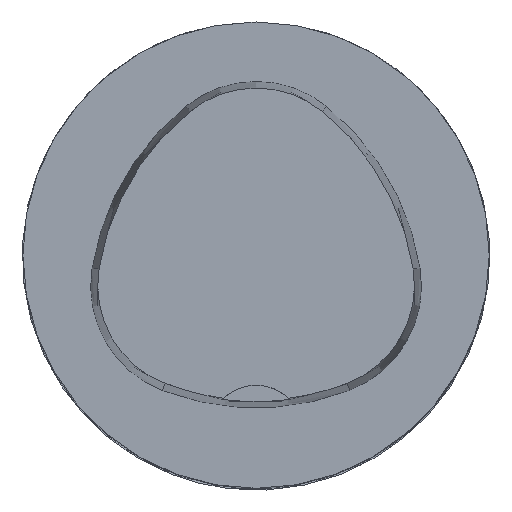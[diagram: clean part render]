
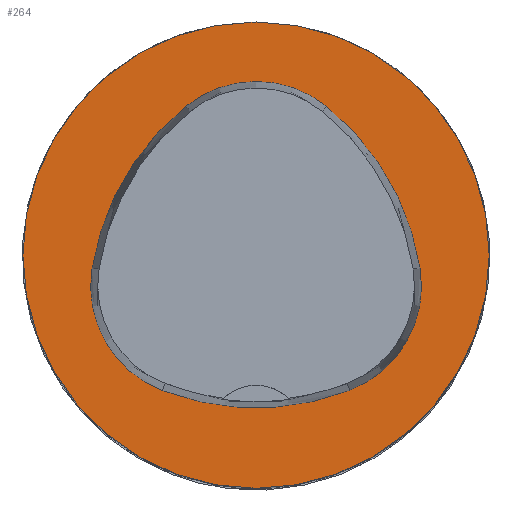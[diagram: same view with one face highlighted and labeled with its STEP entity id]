
A CAD part, top view. The second image highlights one B-rep face of the part: STEP entity #264.
In plain terms, the highlighted planar face has unit normal (0, 0, 1).
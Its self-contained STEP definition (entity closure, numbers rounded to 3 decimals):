
#222=PLANE('',#1176);
#264=ADVANCED_FACE('',(#432,#433),#222,.T.);
#432=FACE_BOUND('',#517,.T.);
#433=FACE_BOUND('',#518,.T.);
#517=EDGE_LOOP('',(#683,#684,#685,#686,#687,#688));
#518=EDGE_LOOP('',(#689));
#683=ORIENTED_EDGE('',*,*,#898,.T.);
#684=ORIENTED_EDGE('',*,*,#899,.T.);
#685=ORIENTED_EDGE('',*,*,#900,.T.);
#686=ORIENTED_EDGE('',*,*,#901,.T.);
#687=ORIENTED_EDGE('',*,*,#902,.T.);
#688=ORIENTED_EDGE('',*,*,#903,.T.);
#689=ORIENTED_EDGE('',*,*,#862,.F.);
#782=VERTEX_POINT('',#1888);
#802=VERTEX_POINT('',#1989);
#803=VERTEX_POINT('',#1990);
#804=VERTEX_POINT('',#1992);
#805=VERTEX_POINT('',#1994);
#806=VERTEX_POINT('',#1996);
#807=VERTEX_POINT('',#1998);
#862=EDGE_CURVE('',#782,#782,#929,.T.);
#898=EDGE_CURVE('',#802,#803,#947,.T.);
#899=EDGE_CURVE('',#803,#804,#948,.T.);
#900=EDGE_CURVE('',#804,#805,#949,.T.);
#901=EDGE_CURVE('',#805,#806,#950,.T.);
#902=EDGE_CURVE('',#806,#807,#951,.T.);
#903=EDGE_CURVE('',#807,#802,#952,.T.);
#929=CIRCLE('',#1113,25.);
#947=CIRCLE('',#1170,12.);
#948=CIRCLE('',#1171,28.);
#949=CIRCLE('',#1172,12.);
#950=CIRCLE('',#1173,28.);
#951=CIRCLE('',#1174,12.);
#952=CIRCLE('',#1175,28.);
#1113=AXIS2_PLACEMENT_3D('',#1887,#1257,#1258);
#1170=AXIS2_PLACEMENT_3D('',#1988,#1387,#1388);
#1171=AXIS2_PLACEMENT_3D('',#1991,#1389,#1390);
#1172=AXIS2_PLACEMENT_3D('',#1993,#1391,#1392);
#1173=AXIS2_PLACEMENT_3D('',#1995,#1393,#1394);
#1174=AXIS2_PLACEMENT_3D('',#1997,#1395,#1396);
#1175=AXIS2_PLACEMENT_3D('',#1999,#1397,#1398);
#1176=AXIS2_PLACEMENT_3D('',#2000,#1399,#1400);
#1257=DIRECTION('',(0.,0.,-1.));
#1258=DIRECTION('',(-1.,0.,0.));
#1387=DIRECTION('',(0.,0.,-1.));
#1388=DIRECTION('',(-1.,0.,0.));
#1389=DIRECTION('',(0.,0.,-1.));
#1390=DIRECTION('',(-1.,0.,0.));
#1391=DIRECTION('',(0.,0.,-1.));
#1392=DIRECTION('',(-1.,0.,0.));
#1393=DIRECTION('',(0.,0.,-1.));
#1394=DIRECTION('',(-1.,0.,0.));
#1395=DIRECTION('',(0.,0.,-1.));
#1396=DIRECTION('',(-1.,0.,0.));
#1397=DIRECTION('',(0.,0.,-1.));
#1398=DIRECTION('',(-1.,0.,0.));
#1399=DIRECTION('',(0.,0.,1.));
#1400=DIRECTION('',(1.,0.,0.));
#1887=CARTESIAN_POINT('',(0.,0.,0.));
#1888=CARTESIAN_POINT('',(-25.,0.,0.));
#1988=CARTESIAN_POINT('',(-5.733,-3.31,0.));
#1989=CARTESIAN_POINT('',(-10.025,-14.516,0.));
#1990=CARTESIAN_POINT('',(-17.584,-1.424,0.));
#1991=CARTESIAN_POINT('',(10.068,-5.824,0.));
#1992=CARTESIAN_POINT('',(-7.531,15.953,0.));
#1993=CARTESIAN_POINT('',(0.011,6.62,0.));
#1994=CARTESIAN_POINT('',(7.567,15.942,0.));
#1995=CARTESIAN_POINT('',(-10.063,-5.81,0.));
#1996=CARTESIAN_POINT('',(17.59,-1.418,0.));
#1997=CARTESIAN_POINT('',(5.739,-3.3,0.));
#1998=CARTESIAN_POINT('',(10.05,-14.499,0.));
#1999=CARTESIAN_POINT('',(-0.01,11.631,0.));
#2000=CARTESIAN_POINT('',(0.,0.,0.));
